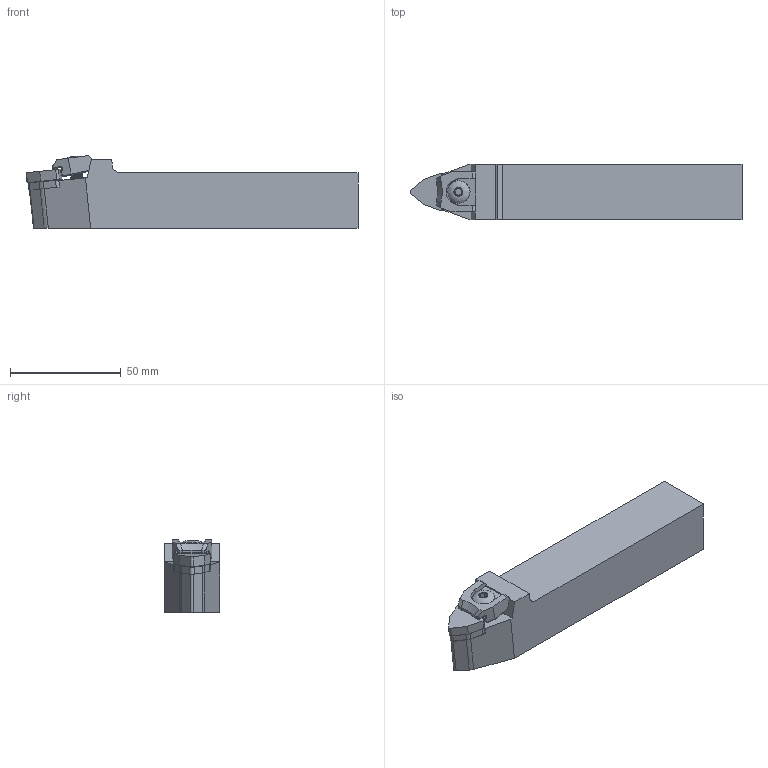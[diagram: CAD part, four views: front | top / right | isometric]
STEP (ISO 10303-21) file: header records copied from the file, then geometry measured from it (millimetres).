
FILE_DESCRIPTION(/* description */ (''),/* implementation_level */ '2;1');
FILE_NAME(/* name */ 'MWMNN-2525-M08.stp',/* time_stamp */ '2023-10-04T10:30:28+03:00',/* author */ (''),/* organization */ (''),/* preprocessor_version */ 'ST-DEVELOPER v19.4',/* originating_system */ 'SIEMENS PLM Software NX2306.3001',/* authorisation */ '');
FILE_SCHEMA (('AUTOMOTIVE_DESIGN { 1 0 10303 214 3 1 1 1 }'));
Length unit declared in the file: millimetre
Products named in the file (1): MWMNN-2525-M08
Bounding box: 149.56 x 25 x 32.8 mm (x, y, z)
Volume: 88548.8 mm3; surface area: 16905.3 mm2
Topology: 2 solids, 3 shells, 177 faces, 471 edges, 299 vertices
Faces by surface type: plane 81, cylinder 51, bspline 22, cone 9, torus 9, sphere 4, extrusion 1
Full cylindrical faces by diameter (mm): 10 x1
Entity records: 12236 total; most frequent: CARTESIAN_POINT 7984, ORIENTED_EDGE 922, DIRECTION 788, EDGE_CURVE 461, VERTEX_POINT 296, AXIS2_PLACEMENT_3D 281, VECTOR 226, LINE 225
